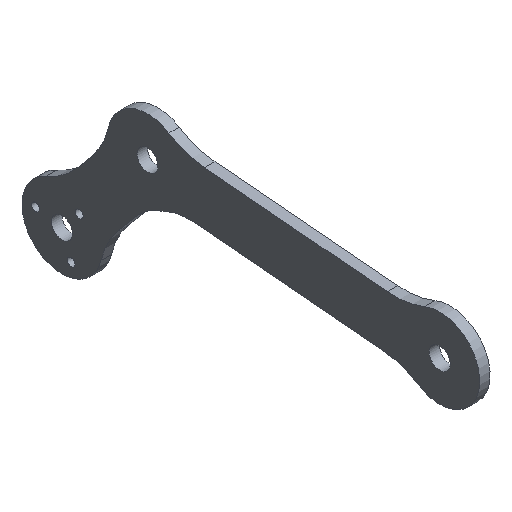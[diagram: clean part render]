
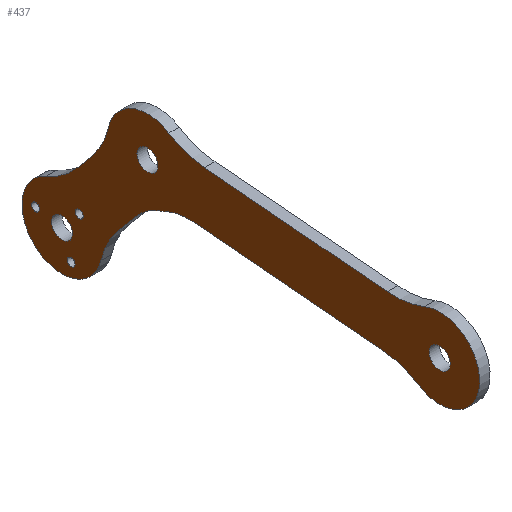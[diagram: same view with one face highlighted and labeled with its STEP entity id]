
A CAD part, isometric view. The second image highlights one B-rep face of the part: STEP entity #437.
In plain terms, the highlighted planar face has unit normal (-1, 0, 0).
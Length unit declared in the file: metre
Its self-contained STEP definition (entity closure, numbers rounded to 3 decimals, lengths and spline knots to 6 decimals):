
#42=LINE('',#738,#66);
#43=LINE('',#747,#67);
#44=LINE('',#755,#68);
#45=LINE('',#763,#69);
#66=VECTOR('',#591,1.);
#67=VECTOR('',#598,1.);
#68=VECTOR('',#605,1.);
#69=VECTOR('',#612,1.);
#108=ORIENTED_EDGE('',*,*,#228,.T.);
#109=ORIENTED_EDGE('',*,*,#229,.T.);
#110=ORIENTED_EDGE('',*,*,#230,.T.);
#111=ORIENTED_EDGE('',*,*,#231,.T.);
#112=ORIENTED_EDGE('',*,*,#232,.T.);
#113=ORIENTED_EDGE('',*,*,#233,.T.);
#114=ORIENTED_EDGE('',*,*,#234,.T.);
#115=ORIENTED_EDGE('',*,*,#235,.F.);
#116=ORIENTED_EDGE('',*,*,#236,.F.);
#117=ORIENTED_EDGE('',*,*,#237,.F.);
#118=ORIENTED_EDGE('',*,*,#238,.T.);
#119=ORIENTED_EDGE('',*,*,#239,.F.);
#120=ORIENTED_EDGE('',*,*,#240,.F.);
#121=ORIENTED_EDGE('',*,*,#241,.F.);
#122=ORIENTED_EDGE('',*,*,#242,.F.);
#123=ORIENTED_EDGE('',*,*,#243,.F.);
#124=ORIENTED_EDGE('',*,*,#244,.F.);
#125=ORIENTED_EDGE('',*,*,#245,.F.);
#126=ORIENTED_EDGE('',*,*,#246,.F.);
#127=ORIENTED_EDGE('',*,*,#247,.F.);
#128=ORIENTED_EDGE('',*,*,#248,.F.);
#129=ORIENTED_EDGE('',*,*,#249,.F.);
#228=EDGE_CURVE('',#288,#288,#328,.T.);
#229=EDGE_CURVE('',#289,#289,#329,.F.);
#230=EDGE_CURVE('',#290,#290,#330,.F.);
#231=EDGE_CURVE('',#291,#291,#331,.F.);
#232=EDGE_CURVE('',#292,#292,#332,.F.);
#233=EDGE_CURVE('',#293,#293,#333,.T.);
#234=EDGE_CURVE('',#294,#295,#42,.T.);
#235=EDGE_CURVE('',#296,#295,#334,.F.);
#236=EDGE_CURVE('',#297,#296,#335,.T.);
#237=EDGE_CURVE('',#298,#297,#336,.F.);
#238=EDGE_CURVE('',#298,#299,#43,.T.);
#239=EDGE_CURVE('',#300,#299,#337,.F.);
#240=EDGE_CURVE('',#301,#300,#338,.T.);
#241=EDGE_CURVE('',#302,#301,#339,.F.);
#242=EDGE_CURVE('',#303,#302,#44,.T.);
#243=EDGE_CURVE('',#304,#303,#340,.F.);
#244=EDGE_CURVE('',#305,#304,#341,.T.);
#245=EDGE_CURVE('',#306,#305,#342,.F.);
#246=EDGE_CURVE('',#307,#306,#45,.T.);
#247=EDGE_CURVE('',#308,#307,#343,.F.);
#248=EDGE_CURVE('',#309,#308,#344,.T.);
#249=EDGE_CURVE('',#294,#309,#345,.F.);
#288=VERTEX_POINT('',#727);
#289=VERTEX_POINT('',#729);
#290=VERTEX_POINT('',#731);
#291=VERTEX_POINT('',#733);
#292=VERTEX_POINT('',#735);
#293=VERTEX_POINT('',#737);
#294=VERTEX_POINT('',#739);
#295=VERTEX_POINT('',#740);
#296=VERTEX_POINT('',#742);
#297=VERTEX_POINT('',#744);
#298=VERTEX_POINT('',#746);
#299=VERTEX_POINT('',#748);
#300=VERTEX_POINT('',#750);
#301=VERTEX_POINT('',#752);
#302=VERTEX_POINT('',#754);
#303=VERTEX_POINT('',#756);
#304=VERTEX_POINT('',#758);
#305=VERTEX_POINT('',#760);
#306=VERTEX_POINT('',#762);
#307=VERTEX_POINT('',#764);
#308=VERTEX_POINT('',#766);
#309=VERTEX_POINT('',#768);
#328=CIRCLE('',#493,0.003175);
#329=CIRCLE('',#494,0.001191);
#330=CIRCLE('',#495,0.001191);
#331=CIRCLE('',#496,0.001191);
#332=CIRCLE('',#497,0.003175);
#333=CIRCLE('',#498,0.003175);
#334=CIRCLE('',#499,0.016164);
#335=CIRCLE('',#500,0.012123);
#336=CIRCLE('',#501,0.016164);
#337=CIRCLE('',#502,0.024245);
#338=CIRCLE('',#503,0.012123);
#339=CIRCLE('',#504,0.024245);
#340=CIRCLE('',#505,0.024245);
#341=CIRCLE('',#506,0.012123);
#342=CIRCLE('',#507,0.024245);
#343=CIRCLE('',#508,0.024245);
#344=CIRCLE('',#509,0.012123);
#345=CIRCLE('',#510,0.024245);
#353=EDGE_LOOP('',(#108));
#354=EDGE_LOOP('',(#109));
#355=EDGE_LOOP('',(#110));
#356=EDGE_LOOP('',(#111));
#357=EDGE_LOOP('',(#112));
#358=EDGE_LOOP('',(#113));
#359=EDGE_LOOP('',(#114,#115,#116,#117,#118,#119,#120,#121,#122,#123,#124,
#125,#126,#127,#128,#129));
#395=FACE_BOUND('',#353,.T.);
#396=FACE_BOUND('',#354,.T.);
#397=FACE_BOUND('',#355,.T.);
#398=FACE_BOUND('',#356,.T.);
#399=FACE_BOUND('',#357,.T.);
#400=FACE_BOUND('',#358,.T.);
#401=FACE_BOUND('',#359,.T.);
#431=PLANE('',#492);
#437=ADVANCED_FACE('',(#395,#396,#397,#398,#399,#400,#401),#431,.T.);
#492=AXIS2_PLACEMENT_3D('',#725,#577,#578);
#493=AXIS2_PLACEMENT_3D('',#726,#579,#580);
#494=AXIS2_PLACEMENT_3D('',#728,#581,#582);
#495=AXIS2_PLACEMENT_3D('',#730,#583,#584);
#496=AXIS2_PLACEMENT_3D('',#732,#585,#586);
#497=AXIS2_PLACEMENT_3D('',#734,#587,#588);
#498=AXIS2_PLACEMENT_3D('',#736,#589,#590);
#499=AXIS2_PLACEMENT_3D('',#741,#592,#593);
#500=AXIS2_PLACEMENT_3D('',#743,#594,#595);
#501=AXIS2_PLACEMENT_3D('',#745,#596,#597);
#502=AXIS2_PLACEMENT_3D('',#749,#599,#600);
#503=AXIS2_PLACEMENT_3D('',#751,#601,#602);
#504=AXIS2_PLACEMENT_3D('',#753,#603,#604);
#505=AXIS2_PLACEMENT_3D('',#757,#606,#607);
#506=AXIS2_PLACEMENT_3D('',#759,#608,#609);
#507=AXIS2_PLACEMENT_3D('',#761,#610,#611);
#508=AXIS2_PLACEMENT_3D('',#765,#613,#614);
#509=AXIS2_PLACEMENT_3D('',#767,#615,#616);
#510=AXIS2_PLACEMENT_3D('',#769,#617,#618);
#577=DIRECTION('',(-1.,0.,0.));
#578=DIRECTION('',(0.,1.,0.));
#579=DIRECTION('',(1.,0.,0.));
#580=DIRECTION('',(0.,-0.259,0.966));
#581=DIRECTION('',(-1.,0.,0.));
#582=DIRECTION('',(0.,0.,1.));
#583=DIRECTION('',(-1.,0.,0.));
#584=DIRECTION('',(0.,0.,1.));
#585=DIRECTION('',(-1.,0.,0.));
#586=DIRECTION('',(0.,0.,1.));
#587=DIRECTION('',(-1.,0.,0.));
#588=DIRECTION('',(0.,0.,1.));
#589=DIRECTION('',(1.,0.,0.));
#590=DIRECTION('',(0.,0.342,-0.94));
#591=DIRECTION('',(0.,-0.644,0.765));
#592=DIRECTION('',(1.,0.,0.));
#593=DIRECTION('',(0.,0.,-1.));
#594=DIRECTION('',(1.,0.,0.));
#595=DIRECTION('',(0.,0.,-1.));
#596=DIRECTION('',(1.,0.,0.));
#597=DIRECTION('',(0.,0.,-1.));
#598=DIRECTION('',(0.,-0.996,-0.087));
#599=DIRECTION('',(1.,0.,0.));
#600=DIRECTION('',(0.,0.,-1.));
#601=DIRECTION('',(1.,0.,0.));
#602=DIRECTION('',(0.,0.,-1.));
#603=DIRECTION('',(1.,0.,0.));
#604=DIRECTION('',(0.,0.,-1.));
#605=DIRECTION('',(0.,-0.996,-0.087));
#606=DIRECTION('',(1.,0.,0.));
#607=DIRECTION('',(0.,0.,-1.));
#608=DIRECTION('',(1.,0.,0.));
#609=DIRECTION('',(0.,0.,-1.));
#610=DIRECTION('',(1.,0.,0.));
#611=DIRECTION('',(0.,0.,-1.));
#612=DIRECTION('',(0.,-0.644,0.765));
#613=DIRECTION('',(1.,0.,0.));
#614=DIRECTION('',(0.,0.,-1.));
#615=DIRECTION('',(1.,0.,0.));
#616=DIRECTION('',(0.,0.,-1.));
#617=DIRECTION('',(1.,0.,0.));
#618=DIRECTION('',(0.,0.,-1.));
#725=CARTESIAN_POINT('',(-0.040842,-0.44783,0.062799));
#726=CARTESIAN_POINT('',(-0.040842,-0.505066,0.070424));
#727=CARTESIAN_POINT('',(-0.040842,-0.505888,0.073491));
#728=CARTESIAN_POINT('',(-0.040842,-0.395837,0.053647));
#729=CARTESIAN_POINT('',(-0.040842,-0.395837,0.054838));
#730=CARTESIAN_POINT('',(-0.040842,-0.382585,0.048855));
#731=CARTESIAN_POINT('',(-0.040842,-0.382585,0.050046));
#732=CARTESIAN_POINT('',(-0.040842,-0.393361,0.039775));
#733=CARTESIAN_POINT('',(-0.040842,-0.393361,0.040965));
#734=CARTESIAN_POINT('',(-0.040842,-0.390594,0.047426));
#735=CARTESIAN_POINT('',(-0.040842,-0.390594,0.050601));
#736=CARTESIAN_POINT('',(-0.040842,-0.416504,0.078172));
#737=CARTESIAN_POINT('',(-0.040842,-0.415418,0.075188));
#738=CARTESIAN_POINT('',(-0.040842,-0.409729,0.057591));
#739=CARTESIAN_POINT('',(-0.040842,-0.407511,0.054958));
#740=CARTESIAN_POINT('',(-0.040842,-0.413296,0.061823));
#741=CARTESIAN_POINT('',(-0.040842,-0.425656,0.051407));
#742=CARTESIAN_POINT('',(-0.040842,-0.420426,0.066701));
#743=CARTESIAN_POINT('',(-0.040842,-0.416504,0.078172));
#744=CARTESIAN_POINT('',(-0.040842,-0.421819,0.067276));
#745=CARTESIAN_POINT('',(-0.040842,-0.428905,0.052749));
#746=CARTESIAN_POINT('',(-0.040842,-0.430314,0.068851));
#747=CARTESIAN_POINT('',(-0.040842,-0.460081,0.066247));
#748=CARTESIAN_POINT('',(-0.040842,-0.487764,0.063825));
#749=CARTESIAN_POINT('',(-0.040842,-0.485651,0.039672));
#750=CARTESIAN_POINT('',(-0.040842,-0.498594,0.060173));
#751=CARTESIAN_POINT('',(-0.040842,-0.505066,0.070424));
#752=CARTESIAN_POINT('',(-0.040842,-0.500472,0.081643));
#753=CARTESIAN_POINT('',(-0.040842,-0.491286,0.10408));
#754=CARTESIAN_POINT('',(-0.040842,-0.489173,0.079927));
#755=CARTESIAN_POINT('',(-0.040842,-0.461489,0.082349));
#756=CARTESIAN_POINT('',(-0.040842,-0.433806,0.084771));
#757=CARTESIAN_POINT('',(-0.040842,-0.435919,0.108924));
#758=CARTESIAN_POINT('',(-0.040842,-0.422976,0.088423));
#759=CARTESIAN_POINT('',(-0.040842,-0.416504,0.078172));
#760=CARTESIAN_POINT('',(-0.040842,-0.404685,0.080869));
#761=CARTESIAN_POINT('',(-0.040842,-0.381047,0.086263));
#762=CARTESIAN_POINT('',(-0.040842,-0.399588,0.070639));
#763=CARTESIAN_POINT('',(-0.040842,-0.397369,0.068007));
#764=CARTESIAN_POINT('',(-0.040842,-0.395151,0.065374));
#765=CARTESIAN_POINT('',(-0.040842,-0.37661,0.080998));
#766=CARTESIAN_POINT('',(-0.040842,-0.385933,0.058616));
#767=CARTESIAN_POINT('',(-0.040842,-0.390594,0.047426));
#768=CARTESIAN_POINT('',(-0.040842,-0.402413,0.044729));
#769=CARTESIAN_POINT('',(-0.040842,-0.426051,0.039335));
